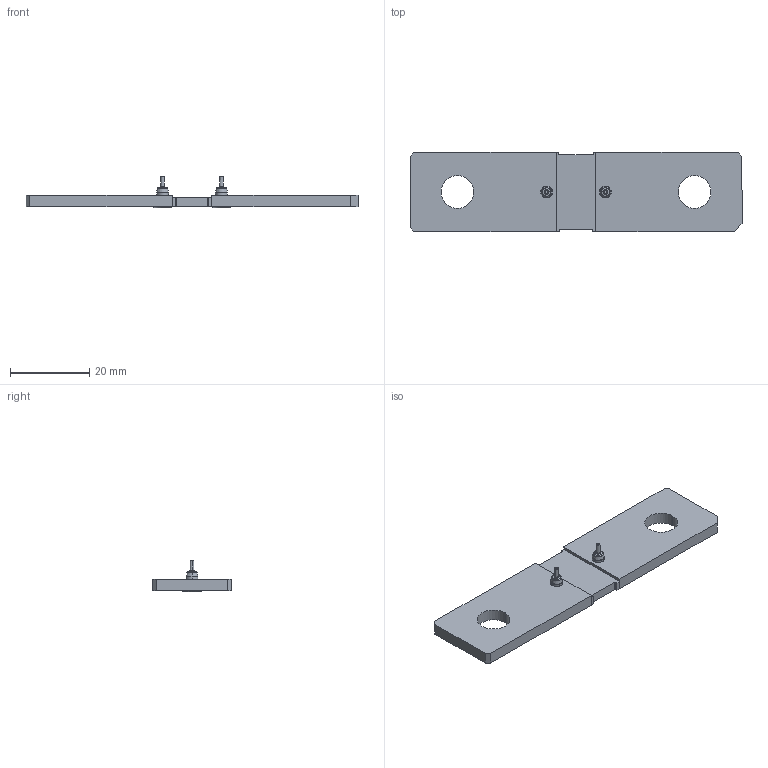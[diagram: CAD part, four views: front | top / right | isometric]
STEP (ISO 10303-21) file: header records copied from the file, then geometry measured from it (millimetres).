
FILE_DESCRIPTION (( 'STEP AP203' ), '1' );
FILE_NAME ('BAU-M-R0001-5.0 - Z-YM-X304.STEP', '2020-09-03T05:01:46', ( '' ), ( '' ), 'SwSTEP 2.0', 'SolidWorks 2020', '' );
FILE_SCHEMA (( 'CONFIG_CONTROL_DESIGN' ));
Length unit declared in the file: millimetre
Products named in the file (5): BAU-M-R0001-5.0 - Z-YM-X304; BAU-M-R0001-5.0 - 03 - Z-YM-X304_BAS-M-R0001-E; BAU-M-R0001-5.0 - 01 - Z-YM-X304_BAS-M-R0001-E; Sense Einpressbolzen Ø1 - Z-YM-237; BAU-M-R0001-5.0 - 02 - Z-YM-X304_BAS-M-R0001-E
Assembly tree (5 placements, depth 2):
  BAU-M-R0001-5.0 - Z-YM-X304
    BAU-M-R0001-5.0 - 01 - Z-YM-X304_BAS-M-R0001-E
    BAU-M-R0001-5.0 - 02 - Z-YM-X304_BAS-M-R0001-E
    BAU-M-R0001-5.0 - 03 - Z-YM-X304_BAS-M-R0001-E
    Sense Einpressbolzen Ø1 - Z-YM-237  x2
Bounding box: 84 x 20 x 7.95 mm (x, y, z)
Volume: 4582.1 mm3; surface area: 4295.1 mm2
Topology: 5 solids, 5 shells, 110 faces, 240 edges, 148 vertices
Faces by surface type: plane 42, cylinder 28, torus 20, cone 20
Entity records: 2717 total; most frequent: DIRECTION 414, CARTESIAN_POINT 368, ORIENTED_EDGE 348, EDGE_CURVE 174, AXIS2_PLACEMENT_3D 156, VERTEX_POINT 110, VECTOR 102, LINE 102
